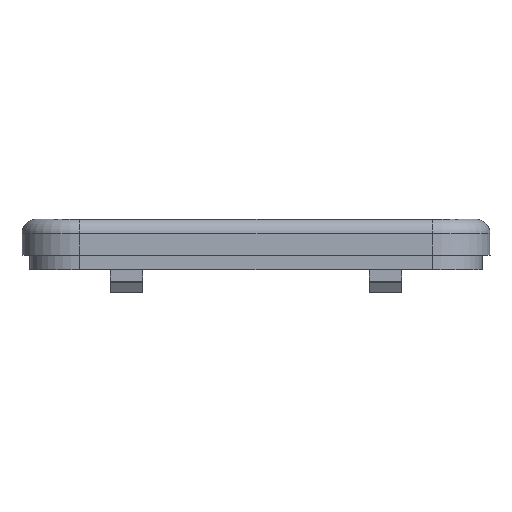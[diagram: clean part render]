
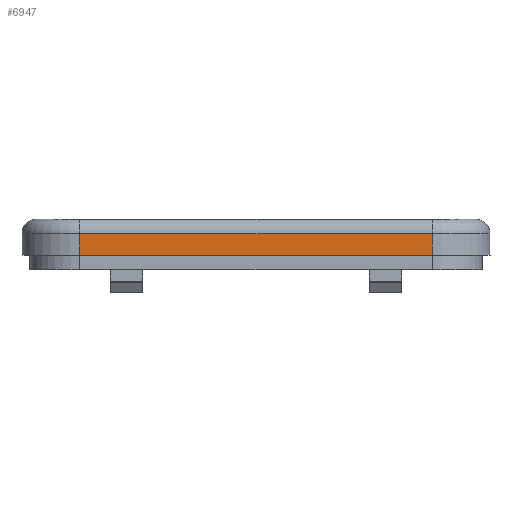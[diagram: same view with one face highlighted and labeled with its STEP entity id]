
A CAD part, left-side view. The second image highlights one B-rep face of the part: STEP entity #6947.
In plain terms, the highlighted planar face has unit normal (-1, 0, 0).
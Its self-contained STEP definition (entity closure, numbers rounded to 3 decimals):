
#2678 = PLANE('',#2679);
#2679 = AXIS2_PLACEMENT_3D('',#2680,#2681,#2682);
#2680 = CARTESIAN_POINT('',(45.,-29.5,3.6));
#2681 = DIRECTION('',(0.,0.,1.));
#2682 = DIRECTION('',(1.,0.,0.));
#5610 = EDGE_CURVE('',#5611,#5613,#5615,.T.);
#5611 = VERTEX_POINT('',#5612);
#5612 = CARTESIAN_POINT('',(-3.,-54.,3.6));
#5613 = VERTEX_POINT('',#5614);
#5614 = CARTESIAN_POINT('',(-3.,-5.,3.6));
#5615 = SURFACE_CURVE('',#5616,(#5620,#5627),.PCURVE_S1.);
#5616 = LINE('',#5617,#5618);
#5617 = CARTESIAN_POINT('',(-3.,-54.,3.6));
#5618 = VECTOR('',#5619,1.);
#5619 = DIRECTION('',(0.,1.,0.));
#5620 = PCURVE('',#2678,#5621);
#5621 = DEFINITIONAL_REPRESENTATION('',(#5622),#5626);
#5622 = LINE('',#5623,#5624);
#5623 = CARTESIAN_POINT('',(-48.,-24.5));
#5624 = VECTOR('',#5625,1.);
#5625 = DIRECTION('',(0.,1.));
#5626 = ( GEOMETRIC_REPRESENTATION_CONTEXT(2) 
PARAMETRIC_REPRESENTATION_CONTEXT() REPRESENTATION_CONTEXT('2D SPACE',''
  ) );
#5627 = PCURVE('',#5628,#5633);
#5628 = PLANE('',#5629);
#5629 = AXIS2_PLACEMENT_3D('',#5630,#5631,#5632);
#5630 = CARTESIAN_POINT('',(-3.,-5.,1.6));
#5631 = DIRECTION('',(1.,0.,0.));
#5632 = DIRECTION('',(0.,-1.,0.));
#5633 = DEFINITIONAL_REPRESENTATION('',(#5634),#5638);
#5634 = LINE('',#5635,#5636);
#5635 = CARTESIAN_POINT('',(49.,-2.));
#5636 = VECTOR('',#5637,1.);
#5637 = DIRECTION('',(-1.,0.));
#5638 = ( GEOMETRIC_REPRESENTATION_CONTEXT(2) 
PARAMETRIC_REPRESENTATION_CONTEXT() REPRESENTATION_CONTEXT('2D SPACE',''
  ) );
#5661 = CYLINDRICAL_SURFACE('',#5662,8.);
#5662 = AXIS2_PLACEMENT_3D('',#5663,#5664,#5665);
#5663 = CARTESIAN_POINT('',(5.,-5.,1.6));
#5664 = DIRECTION('',(-0.,-0.,-1.));
#5665 = DIRECTION('',(1.,0.,0.));
#5842 = CYLINDRICAL_SURFACE('',#5843,8.);
#5843 = AXIS2_PLACEMENT_3D('',#5844,#5845,#5846);
#5844 = CARTESIAN_POINT('',(5.,-54.,1.6));
#5845 = DIRECTION('',(-0.,-0.,-1.));
#5846 = DIRECTION('',(1.,0.,0.));
#6687 = CYLINDRICAL_SURFACE('',#6688,2.);
#6688 = AXIS2_PLACEMENT_3D('',#6689,#6690,#6691);
#6689 = CARTESIAN_POINT('',(-1.,-5.,6.6));
#6690 = DIRECTION('',(0.,-1.,0.));
#6691 = DIRECTION('',(0.,0.,-1.));
#6947 = ADVANCED_FACE('',(#6948),#5628,.F.);
#6948 = FACE_BOUND('',#6949,.F.);
#6949 = EDGE_LOOP('',(#6950,#6951,#6974,#6997));
#6950 = ORIENTED_EDGE('',*,*,#5610,.T.);
#6951 = ORIENTED_EDGE('',*,*,#6952,.T.);
#6952 = EDGE_CURVE('',#5613,#6953,#6955,.T.);
#6953 = VERTEX_POINT('',#6954);
#6954 = CARTESIAN_POINT('',(-3.,-5.,6.6));
#6955 = SURFACE_CURVE('',#6956,(#6960,#6967),.PCURVE_S1.);
#6956 = LINE('',#6957,#6958);
#6957 = CARTESIAN_POINT('',(-3.,-5.,1.6));
#6958 = VECTOR('',#6959,1.);
#6959 = DIRECTION('',(0.,0.,1.));
#6960 = PCURVE('',#5628,#6961);
#6961 = DEFINITIONAL_REPRESENTATION('',(#6962),#6966);
#6962 = LINE('',#6963,#6964);
#6963 = CARTESIAN_POINT('',(0.,0.));
#6964 = VECTOR('',#6965,1.);
#6965 = DIRECTION('',(0.,-1.));
#6966 = ( GEOMETRIC_REPRESENTATION_CONTEXT(2) 
PARAMETRIC_REPRESENTATION_CONTEXT() REPRESENTATION_CONTEXT('2D SPACE',''
  ) );
#6967 = PCURVE('',#5661,#6968);
#6968 = DEFINITIONAL_REPRESENTATION('',(#6969),#6973);
#6969 = LINE('',#6970,#6971);
#6970 = CARTESIAN_POINT('',(-3.142,0.));
#6971 = VECTOR('',#6972,1.);
#6972 = DIRECTION('',(-0.,-1.));
#6973 = ( GEOMETRIC_REPRESENTATION_CONTEXT(2) 
PARAMETRIC_REPRESENTATION_CONTEXT() REPRESENTATION_CONTEXT('2D SPACE',''
  ) );
#6974 = ORIENTED_EDGE('',*,*,#6975,.T.);
#6975 = EDGE_CURVE('',#6953,#6976,#6978,.T.);
#6976 = VERTEX_POINT('',#6977);
#6977 = CARTESIAN_POINT('',(-3.,-54.,6.6));
#6978 = SURFACE_CURVE('',#6979,(#6983,#6990),.PCURVE_S1.);
#6979 = LINE('',#6980,#6981);
#6980 = CARTESIAN_POINT('',(-3.,-5.,6.6));
#6981 = VECTOR('',#6982,1.);
#6982 = DIRECTION('',(0.,-1.,0.));
#6983 = PCURVE('',#5628,#6984);
#6984 = DEFINITIONAL_REPRESENTATION('',(#6985),#6989);
#6985 = LINE('',#6986,#6987);
#6986 = CARTESIAN_POINT('',(0.,-5.));
#6987 = VECTOR('',#6988,1.);
#6988 = DIRECTION('',(1.,0.));
#6989 = ( GEOMETRIC_REPRESENTATION_CONTEXT(2) 
PARAMETRIC_REPRESENTATION_CONTEXT() REPRESENTATION_CONTEXT('2D SPACE',''
  ) );
#6990 = PCURVE('',#6687,#6991);
#6991 = DEFINITIONAL_REPRESENTATION('',(#6992),#6996);
#6992 = LINE('',#6993,#6994);
#6993 = CARTESIAN_POINT('',(-1.571,0.));
#6994 = VECTOR('',#6995,1.);
#6995 = DIRECTION('',(-0.,1.));
#6996 = ( GEOMETRIC_REPRESENTATION_CONTEXT(2) 
PARAMETRIC_REPRESENTATION_CONTEXT() REPRESENTATION_CONTEXT('2D SPACE',''
  ) );
#6997 = ORIENTED_EDGE('',*,*,#6998,.F.);
#6998 = EDGE_CURVE('',#5611,#6976,#6999,.T.);
#6999 = SURFACE_CURVE('',#7000,(#7004,#7011),.PCURVE_S1.);
#7000 = LINE('',#7001,#7002);
#7001 = CARTESIAN_POINT('',(-3.,-54.,1.6));
#7002 = VECTOR('',#7003,1.);
#7003 = DIRECTION('',(0.,0.,1.));
#7004 = PCURVE('',#5628,#7005);
#7005 = DEFINITIONAL_REPRESENTATION('',(#7006),#7010);
#7006 = LINE('',#7007,#7008);
#7007 = CARTESIAN_POINT('',(49.,0.));
#7008 = VECTOR('',#7009,1.);
#7009 = DIRECTION('',(0.,-1.));
#7010 = ( GEOMETRIC_REPRESENTATION_CONTEXT(2) 
PARAMETRIC_REPRESENTATION_CONTEXT() REPRESENTATION_CONTEXT('2D SPACE',''
  ) );
#7011 = PCURVE('',#5842,#7012);
#7012 = DEFINITIONAL_REPRESENTATION('',(#7013),#7017);
#7013 = LINE('',#7014,#7015);
#7014 = CARTESIAN_POINT('',(-3.142,0.));
#7015 = VECTOR('',#7016,1.);
#7016 = DIRECTION('',(-0.,-1.));
#7017 = ( GEOMETRIC_REPRESENTATION_CONTEXT(2) 
PARAMETRIC_REPRESENTATION_CONTEXT() REPRESENTATION_CONTEXT('2D SPACE',''
  ) );
